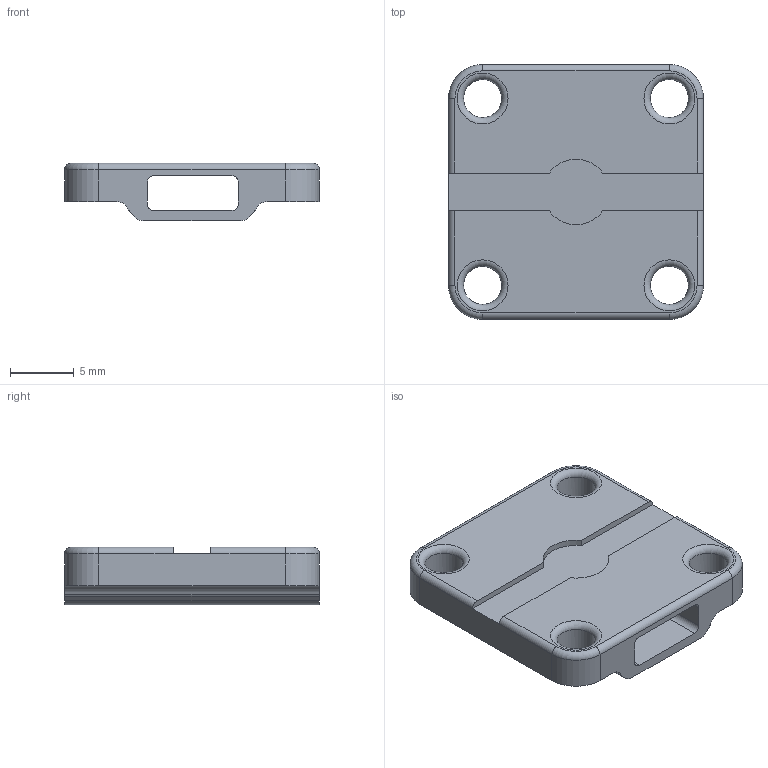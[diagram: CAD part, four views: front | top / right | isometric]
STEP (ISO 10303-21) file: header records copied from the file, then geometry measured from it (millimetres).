
FILE_DESCRIPTION(/* description */ (''),/* implementation_level */ '2;1');
FILE_NAME(/* name */ 'Socle led.step',/* time_stamp */ '2025-10-26T17:35:06+01:00',/* author */ (''),/* organization */ (''),/* preprocessor_version */ 'ST-DEVELOPER v20.1',/* originating_system */ 'Autodesk Translation Framework v14.17.0.0',/* authorisation */ '');
FILE_SCHEMA (('AUTOMOTIVE_DESIGN { 1 0 10303 214 3 1 1 }'));
Length unit declared in the file: millimetre
Products named in the file (1): Socle led
Bounding box: 20 x 20 x 4.5 mm (x, y, z)
Volume: 953.3 mm3; surface area: 1437.8 mm2
Topology: 1 solids, 1 shells, 55 faces, 155 edges, 98 vertices
Faces by surface type: cylinder 27, plane 20, torus 8
Full cylindrical faces by diameter (mm): 3 x4, 4.5 x1
Entity records: 1863 total; most frequent: CARTESIAN_POINT 331, DIRECTION 329, ORIENTED_EDGE 310, EDGE_CURVE 155, AXIS2_PLACEMENT_3D 124, VERTEX_POINT 98, LINE 81, VECTOR 81
